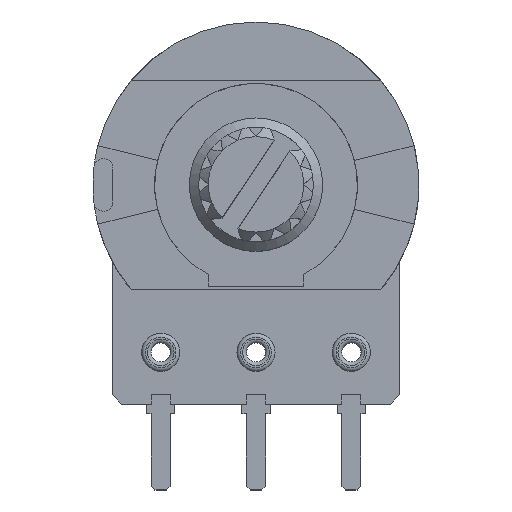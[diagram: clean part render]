
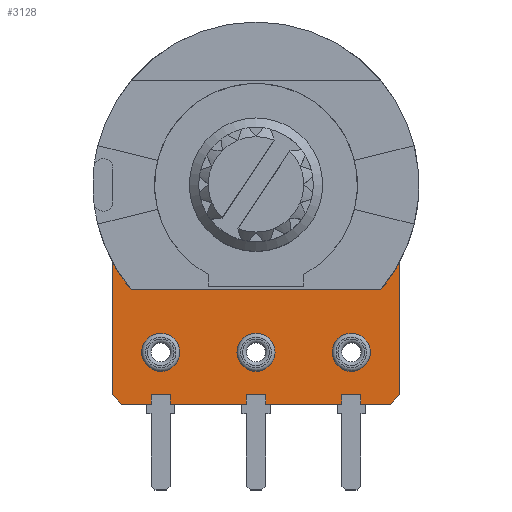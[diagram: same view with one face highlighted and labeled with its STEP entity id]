
A CAD part, top view. The second image highlights one B-rep face of the part: STEP entity #3128.
In plain terms, the highlighted planar face has unit normal (0, 0, 1).
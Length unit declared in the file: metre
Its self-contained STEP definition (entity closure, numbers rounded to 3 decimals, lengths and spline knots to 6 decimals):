
#143=PLANE('',#3847);
#336=LINE('',#5245,#618);
#412=LINE('',#5439,#694);
#418=LINE('',#5451,#700);
#421=LINE('',#5457,#703);
#425=LINE('',#5465,#707);
#427=LINE('',#5468,#709);
#432=LINE('',#5478,#714);
#436=LINE('',#5486,#718);
#440=LINE('',#5494,#722);
#442=LINE('',#5497,#724);
#445=LINE('',#5503,#727);
#449=LINE('',#5511,#731);
#453=LINE('',#5519,#735);
#455=LINE('',#5522,#737);
#456=LINE('',#5524,#738);
#459=LINE('',#5530,#741);
#460=LINE('',#5538,#742);
#461=LINE('',#5539,#743);
#618=VECTOR('',#4226,1.);
#694=VECTOR('',#4432,1.);
#700=VECTOR('',#4440,1.);
#703=VECTOR('',#4445,1.);
#707=VECTOR('',#4451,1.);
#709=VECTOR('',#4455,1.);
#714=VECTOR('',#4462,1.);
#718=VECTOR('',#4468,1.);
#722=VECTOR('',#4474,1.);
#724=VECTOR('',#4478,1.);
#727=VECTOR('',#4483,1.);
#731=VECTOR('',#4489,1.);
#735=VECTOR('',#4495,1.);
#737=VECTOR('',#4499,1.);
#738=VECTOR('',#4502,1.);
#741=VECTOR('',#4507,1.);
#742=VECTOR('',#4516,1.);
#743=VECTOR('',#4517,1.);
#1380=ORIENTED_EDGE('',*,*,#2001,.F.);
#1381=ORIENTED_EDGE('',*,*,#2002,.F.);
#1382=ORIENTED_EDGE('',*,*,#2003,.F.);
#1383=ORIENTED_EDGE('',*,*,#1870,.F.);
#1384=ORIENTED_EDGE('',*,*,#1735,.F.);
#1385=ORIENTED_EDGE('',*,*,#2000,.T.);
#1386=ORIENTED_EDGE('',*,*,#2004,.T.);
#1387=ORIENTED_EDGE('',*,*,#1959,.T.);
#1388=ORIENTED_EDGE('',*,*,#1966,.F.);
#1389=ORIENTED_EDGE('',*,*,#1968,.F.);
#1390=ORIENTED_EDGE('',*,*,#1962,.F.);
#1391=ORIENTED_EDGE('',*,*,#1953,.T.);
#1392=ORIENTED_EDGE('',*,*,#1981,.F.);
#1393=ORIENTED_EDGE('',*,*,#1983,.F.);
#1394=ORIENTED_EDGE('',*,*,#1977,.F.);
#1395=ORIENTED_EDGE('',*,*,#1973,.T.);
#1396=ORIENTED_EDGE('',*,*,#1994,.F.);
#1397=ORIENTED_EDGE('',*,*,#1996,.F.);
#1398=ORIENTED_EDGE('',*,*,#1990,.F.);
#1399=ORIENTED_EDGE('',*,*,#1986,.T.);
#1400=ORIENTED_EDGE('',*,*,#2005,.T.);
#1401=ORIENTED_EDGE('',*,*,#1997,.F.);
#1402=ORIENTED_EDGE('',*,*,#1731,.F.);
#1731=EDGE_CURVE('',#2159,#2160,#2442,.T.);
#1735=EDGE_CURVE('',#2163,#2164,#2444,.T.);
#1870=EDGE_CURVE('',#2164,#2159,#336,.T.);
#1953=EDGE_CURVE('',#2302,#2301,#412,.T.);
#1959=EDGE_CURVE('',#2307,#2306,#418,.T.);
#1962=EDGE_CURVE('',#2302,#2309,#421,.T.);
#1966=EDGE_CURVE('',#2311,#2306,#425,.T.);
#1968=EDGE_CURVE('',#2309,#2311,#427,.T.);
#1973=EDGE_CURVE('',#2316,#2315,#432,.T.);
#1977=EDGE_CURVE('',#2316,#2319,#436,.T.);
#1981=EDGE_CURVE('',#2321,#2301,#440,.T.);
#1983=EDGE_CURVE('',#2319,#2321,#442,.T.);
#1986=EDGE_CURVE('',#2324,#2323,#445,.T.);
#1990=EDGE_CURVE('',#2324,#2327,#449,.T.);
#1994=EDGE_CURVE('',#2329,#2315,#453,.T.);
#1996=EDGE_CURVE('',#2327,#2329,#455,.T.);
#1997=EDGE_CURVE('',#2160,#2330,#456,.T.);
#2000=EDGE_CURVE('',#2163,#2331,#459,.T.);
#2001=EDGE_CURVE('',#2332,#2332,#2502,.T.);
#2002=EDGE_CURVE('',#2333,#2333,#2503,.T.);
#2003=EDGE_CURVE('',#2334,#2334,#2504,.T.);
#2004=EDGE_CURVE('',#2331,#2307,#460,.T.);
#2005=EDGE_CURVE('',#2323,#2330,#461,.T.);
#2159=VERTEX_POINT('',#4895);
#2160=VERTEX_POINT('',#4897);
#2163=VERTEX_POINT('',#4903);
#2164=VERTEX_POINT('',#4905);
#2301=VERTEX_POINT('',#5438);
#2302=VERTEX_POINT('',#5440);
#2306=VERTEX_POINT('',#5450);
#2307=VERTEX_POINT('',#5452);
#2309=VERTEX_POINT('',#5458);
#2311=VERTEX_POINT('',#5464);
#2315=VERTEX_POINT('',#5477);
#2316=VERTEX_POINT('',#5479);
#2319=VERTEX_POINT('',#5487);
#2321=VERTEX_POINT('',#5493);
#2323=VERTEX_POINT('',#5502);
#2324=VERTEX_POINT('',#5504);
#2327=VERTEX_POINT('',#5512);
#2329=VERTEX_POINT('',#5518);
#2330=VERTEX_POINT('',#5525);
#2331=VERTEX_POINT('',#5529);
#2332=VERTEX_POINT('',#5533);
#2333=VERTEX_POINT('',#5535);
#2334=VERTEX_POINT('',#5537);
#2442=CIRCLE('',#3690,0.00855);
#2444=CIRCLE('',#3692,0.00855);
#2502=CIRCLE('',#3848,0.001);
#2503=CIRCLE('',#3849,0.001);
#2504=CIRCLE('',#3850,0.001);
#2652=EDGE_LOOP('',(#1380));
#2653=EDGE_LOOP('',(#1381));
#2654=EDGE_LOOP('',(#1382));
#2655=EDGE_LOOP('',(#1383,#1384,#1385,#1386,#1387,#1388,#1389,#1390,#1391,
#1392,#1393,#1394,#1395,#1396,#1397,#1398,#1399,#1400,#1401,#1402));
#2882=FACE_BOUND('',#2652,.T.);
#2883=FACE_BOUND('',#2653,.T.);
#2884=FACE_BOUND('',#2654,.T.);
#2885=FACE_BOUND('',#2655,.T.);
#3128=ADVANCED_FACE('',(#2882,#2883,#2884,#2885),#143,.T.);
#3690=AXIS2_PLACEMENT_3D('',#4896,#4016,#4017);
#3692=AXIS2_PLACEMENT_3D('',#4904,#4022,#4023);
#3847=AXIS2_PLACEMENT_3D('',#5531,#4508,#4509);
#3848=AXIS2_PLACEMENT_3D('',#5532,#4510,#4511);
#3849=AXIS2_PLACEMENT_3D('',#5534,#4512,#4513);
#3850=AXIS2_PLACEMENT_3D('',#5536,#4514,#4515);
#4016=DIRECTION('',(0.,0.,1.));
#4017=DIRECTION('',(1.,0.,0.));
#4022=DIRECTION('',(0.,0.,1.));
#4023=DIRECTION('',(1.,0.,0.));
#4226=DIRECTION('',(1.,0.,0.));
#4432=DIRECTION('',(1.,0.,0.));
#4440=DIRECTION('',(1.,0.,0.));
#4445=DIRECTION('',(0.,1.,0.));
#4451=DIRECTION('',(0.,-1.,0.));
#4455=DIRECTION('',(-1.,0.,0.));
#4462=DIRECTION('',(1.,0.,0.));
#4468=DIRECTION('',(0.,1.,0.));
#4474=DIRECTION('',(0.,-1.,0.));
#4478=DIRECTION('',(-1.,0.,0.));
#4483=DIRECTION('',(1.,0.,0.));
#4489=DIRECTION('',(0.,1.,0.));
#4495=DIRECTION('',(0.,-1.,0.));
#4499=DIRECTION('',(-1.,0.,0.));
#4502=DIRECTION('',(0.,-1.,0.));
#4507=DIRECTION('',(0.,-1.,0.));
#4508=DIRECTION('',(0.,0.,1.));
#4509=DIRECTION('',(1.,0.,0.));
#4510=DIRECTION('',(0.,0.,1.));
#4511=DIRECTION('',(1.,0.,0.));
#4512=DIRECTION('',(0.,0.,1.));
#4513=DIRECTION('',(1.,0.,0.));
#4514=DIRECTION('',(0.,0.,1.));
#4515=DIRECTION('',(1.,0.,0.));
#4516=DIRECTION('',(0.707,-0.707,0.));
#4517=DIRECTION('',(0.707,0.707,0.));
#4895=CARTESIAN_POINT('',(0.006546,-0.0055,0.00663));
#4896=CARTESIAN_POINT('',(0.,0.,0.00663));
#4897=CARTESIAN_POINT('',(0.00755,-0.004012,0.00663));
#4903=CARTESIAN_POINT('',(-0.00755,-0.004012,0.00663));
#4904=CARTESIAN_POINT('',(0.,0.,0.00663));
#4905=CARTESIAN_POINT('',(-0.006546,-0.0055,0.00663));
#5245=CARTESIAN_POINT('',(-0.006546,-0.0055,0.00663));
#5438=CARTESIAN_POINT('',(-0.0005,-0.0115,0.00663));
#5439=CARTESIAN_POINT('',(0.,-0.0115,0.00663));
#5440=CARTESIAN_POINT('',(-0.0045,-0.0115,0.00663));
#5450=CARTESIAN_POINT('',(-0.0055,-0.0115,0.00663));
#5451=CARTESIAN_POINT('',(0.,-0.0115,0.00663));
#5452=CARTESIAN_POINT('',(-0.00705,-0.0115,0.00663));
#5457=CARTESIAN_POINT('',(-0.0045,-0.011,0.00663));
#5458=CARTESIAN_POINT('',(-0.0045,-0.011,0.00663));
#5464=CARTESIAN_POINT('',(-0.0055,-0.011,0.00663));
#5465=CARTESIAN_POINT('',(-0.0055,-0.011,0.00663));
#5468=CARTESIAN_POINT('',(-0.0055,-0.011,0.00663));
#5477=CARTESIAN_POINT('',(0.0045,-0.0115,0.00663));
#5478=CARTESIAN_POINT('',(0.,-0.0115,0.00663));
#5479=CARTESIAN_POINT('',(0.0005,-0.0115,0.00663));
#5486=CARTESIAN_POINT('',(0.0005,-0.011,0.00663));
#5487=CARTESIAN_POINT('',(0.0005,-0.011,0.00663));
#5493=CARTESIAN_POINT('',(-0.0005,-0.011,0.00663));
#5494=CARTESIAN_POINT('',(-0.0005,-0.011,0.00663));
#5497=CARTESIAN_POINT('',(-0.0005,-0.011,0.00663));
#5502=CARTESIAN_POINT('',(0.00705,-0.0115,0.00663));
#5503=CARTESIAN_POINT('',(0.,-0.0115,0.00663));
#5504=CARTESIAN_POINT('',(0.0055,-0.0115,0.00663));
#5511=CARTESIAN_POINT('',(0.0055,-0.011,0.00663));
#5512=CARTESIAN_POINT('',(0.0055,-0.011,0.00663));
#5518=CARTESIAN_POINT('',(0.0045,-0.011,0.00663));
#5519=CARTESIAN_POINT('',(0.0045,-0.011,0.00663));
#5522=CARTESIAN_POINT('',(0.0045,-0.011,0.00663));
#5524=CARTESIAN_POINT('',(0.00755,0.,0.00663));
#5525=CARTESIAN_POINT('',(0.00755,-0.011,0.00663));
#5529=CARTESIAN_POINT('',(-0.00755,-0.011,0.00663));
#5530=CARTESIAN_POINT('',(-0.00755,0.,0.00663));
#5531=CARTESIAN_POINT('',(0.,0.,0.00663));
#5532=CARTESIAN_POINT('',(-0.005,-0.008782,0.00663));
#5533=CARTESIAN_POINT('',(-0.004,-0.008782,0.00663));
#5534=CARTESIAN_POINT('',(0.,-0.008782,0.00663));
#5535=CARTESIAN_POINT('',(0.001,-0.008782,0.00663));
#5536=CARTESIAN_POINT('',(0.005,-0.008782,0.00663));
#5537=CARTESIAN_POINT('',(0.006,-0.008782,0.00663));
#5538=CARTESIAN_POINT('',(-0.009275,-0.009275,0.00663));
#5539=CARTESIAN_POINT('',(0.009275,-0.009275,0.00663));
